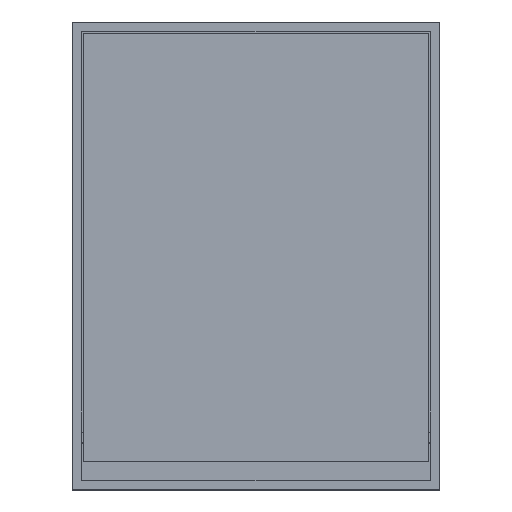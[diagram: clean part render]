
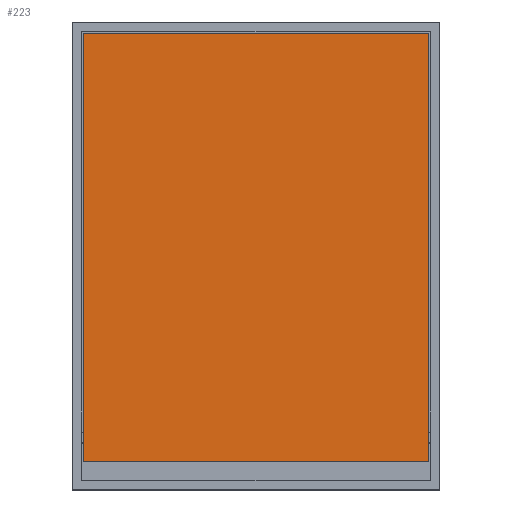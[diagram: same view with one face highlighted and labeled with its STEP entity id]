
A CAD part, top view. The second image highlights one B-rep face of the part: STEP entity #223.
In plain terms, the highlighted planar face has unit normal (0, 0, 1).
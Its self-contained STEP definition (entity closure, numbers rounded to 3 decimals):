
#2 = EDGE_CURVE ( 'NONE', #588, #193, #422, .T. ) ;
#12 = VERTEX_POINT ( 'NONE', #593 ) ;
#47 = CARTESIAN_POINT ( 'NONE',  ( -282., -335.5, 130. ) ) ;
#79 = CARTESIAN_POINT ( 'NONE',  ( 282., 363.5, 130. ) ) ;
#105 = LINE ( 'NONE', #872, #807 ) ;
#168 = CARTESIAN_POINT ( 'NONE',  ( -282., 363.5, 130. ) ) ;
#169 = FACE_OUTER_BOUND ( 'NONE', #270, .T. ) ;
#179 = ORIENTED_EDGE ( 'NONE', *, *, #745, .T. ) ;
#182 = VECTOR ( 'NONE', #827, 1000. ) ;
#193 = VERTEX_POINT ( 'NONE', #47 ) ;
#223 = ADVANCED_FACE ( 'NONE', ( #169 ), #754, .T. ) ;
#244 = CARTESIAN_POINT ( 'NONE',  ( -282., 363.5, 130. ) ) ;
#245 = ORIENTED_EDGE ( 'NONE', *, *, #2, .T. ) ;
#249 = ORIENTED_EDGE ( 'NONE', *, *, #931, .T. ) ;
#270 = EDGE_LOOP ( 'NONE', ( #245, #451, #249, #179 ) ) ;
#278 = VERTEX_POINT ( 'NONE', #79 ) ;
#325 = CARTESIAN_POINT ( 'NONE',  ( -282., 363.5, 130. ) ) ;
#343 = CARTESIAN_POINT ( 'NONE',  ( 0., 0., 130. ) ) ;
#422 = LINE ( 'NONE', #325, #182 ) ;
#451 = ORIENTED_EDGE ( 'NONE', *, *, #567, .T. ) ;
#539 = DIRECTION ( 'NONE',  ( 0., 1., 0. ) ) ;
#567 = EDGE_CURVE ( 'NONE', #193, #12, #1082, .T. ) ;
#588 = VERTEX_POINT ( 'NONE', #244 ) ;
#593 = CARTESIAN_POINT ( 'NONE',  ( 282., -335.5, 130. ) ) ;
#690 = CARTESIAN_POINT ( 'NONE',  ( -282., -335.5, 130. ) ) ;
#692 = DIRECTION ( 'NONE',  ( 1., 0., 0. ) ) ;
#745 = EDGE_CURVE ( 'NONE', #278, #588, #1006, .T. ) ;
#754 = PLANE ( 'NONE',  #970 ) ;
#768 = DIRECTION ( 'NONE',  ( -1., 0., 0. ) ) ;
#783 = VECTOR ( 'NONE', #845, 1000. ) ;
#807 = VECTOR ( 'NONE', #539, 1000. ) ;
#827 = DIRECTION ( 'NONE',  ( 0., -1., 0. ) ) ;
#845 = DIRECTION ( 'NONE',  ( 1., 0., 0. ) ) ;
#872 = CARTESIAN_POINT ( 'NONE',  ( 282., 363.5, 130. ) ) ;
#931 = EDGE_CURVE ( 'NONE', #12, #278, #105, .T. ) ;
#934 = VECTOR ( 'NONE', #768, 1000. ) ;
#970 = AXIS2_PLACEMENT_3D ( 'NONE', #343, #1020, #692 ) ;
#1006 = LINE ( 'NONE', #168, #934 ) ;
#1020 = DIRECTION ( 'NONE',  ( 0., 0., 1. ) ) ;
#1082 = LINE ( 'NONE', #690, #783 ) ;
